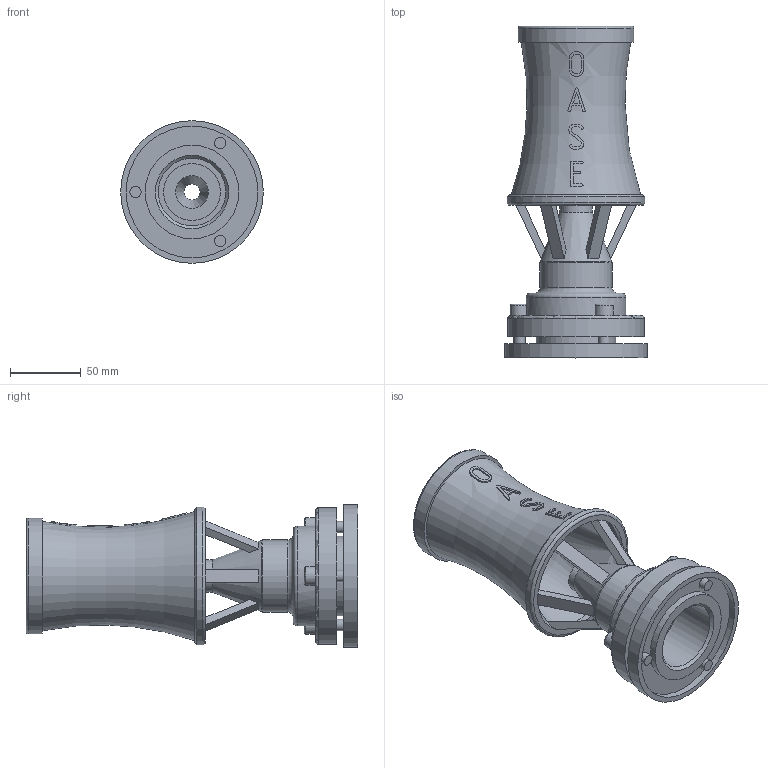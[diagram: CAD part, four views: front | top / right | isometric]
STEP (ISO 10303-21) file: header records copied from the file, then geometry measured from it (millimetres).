
FILE_DESCRIPTION(/* description */ (''),/* implementation_level */ '2;1');
FILE_NAME(/* name */ '50912_Cascade_70_überprüft.stp',/* time_stamp */ '2014-09-12T09:39:59+02:00',/* author */ ('guzb562'),/* organization */ (''),/* preprocessor_version */ 'ST-DEVELOPER v15.2',/* originating_system */ 'Autodesk Inventor 2014',/* authorisation */ '');
FILE_SCHEMA (('AUTOMOTIVE_DESIGN { 1 0 10303 214 3 1 1 }'));
Length unit declared in the file: millimetre
Products named in the file (1): 50912_Cascade_70
Bounding box: 101 x 235 x 101 mm (x, y, z)
Volume: 423570.4 mm3; surface area: 127716.8 mm2
Topology: 2 solids, 2 shells, 180 faces, 452 edges, 297 vertices
Faces by surface type: plane 107, cylinder 50, torus 18, cone 5
Full cylindrical faces by diameter (mm): 8 x6, 11.333 x1, 23 x1, 23.131 x1, 40.227 x1, 47.8 x1, 51 x1, 56.059 x1, 59.935 x1, 66.3 x1, 70.799 x1, 82 x1, 93.3 x1, 97 x1, 97.5 x1, 101 x1
Entity records: 6438 total; most frequent: CARTESIAN_POINT 2223, ORIENTED_EDGE 836, DIRECTION 781, EDGE_CURVE 412, VERTEX_POINT 293, AXIS2_PLACEMENT_3D 289, EDGE_LOOP 251, LINE 203
